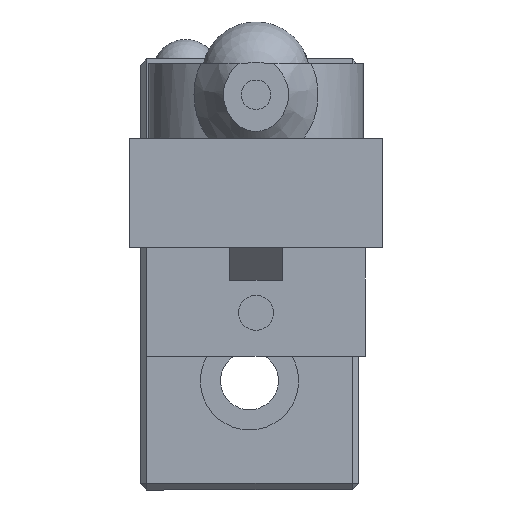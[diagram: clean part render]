
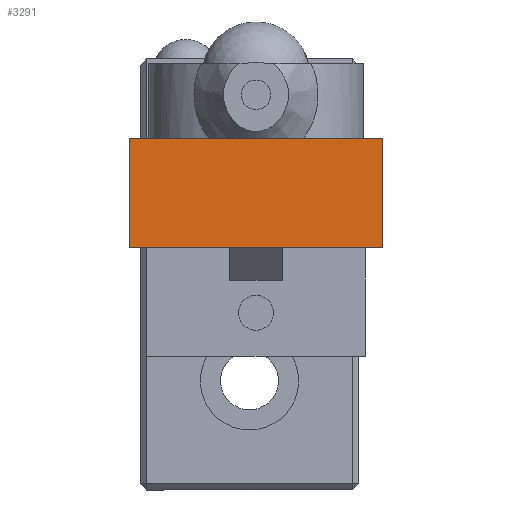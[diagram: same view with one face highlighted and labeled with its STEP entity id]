
A CAD part, left-side view. The second image highlights one B-rep face of the part: STEP entity #3291.
In plain terms, the highlighted face is planar.
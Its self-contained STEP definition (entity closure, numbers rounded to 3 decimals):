
#68=PLANE('',#3527);
#223=LINE('',#5153,#566);
#291=LINE('',#5292,#634);
#292=LINE('',#5295,#635);
#293=LINE('',#5296,#636);
#566=VECTOR('',#3847,10.);
#634=VECTOR('',#3973,10.);
#635=VECTOR('',#3976,10.);
#636=VECTOR('',#3977,10.);
#1004=FACE_OUTER_BOUND('',#1194,.T.);
#1194=EDGE_LOOP('',(#2457,#2458,#2459,#2460));
#1505=VERTEX_POINT('',#5150);
#1506=VERTEX_POINT('',#5152);
#1548=VERTEX_POINT('',#5290);
#1549=VERTEX_POINT('',#5294);
#1826=EDGE_CURVE('',#1505,#1506,#223,.T.);
#1897=EDGE_CURVE('',#1548,#1506,#291,.T.);
#1898=EDGE_CURVE('',#1549,#1548,#292,.T.);
#1899=EDGE_CURVE('',#1549,#1505,#293,.T.);
#2457=ORIENTED_EDGE('',*,*,#1898,.T.);
#2458=ORIENTED_EDGE('',*,*,#1897,.T.);
#2459=ORIENTED_EDGE('',*,*,#1826,.F.);
#2460=ORIENTED_EDGE('',*,*,#1899,.F.);
#3291=ADVANCED_FACE('',(#1004),#68,.T.);
#3527=AXIS2_PLACEMENT_3D('',#5293,#3974,#3975);
#3847=DIRECTION('',(1.,0.,0.));
#3973=DIRECTION('',(0.,-1.,0.));
#3974=DIRECTION('center_axis',(0.,0.,-1.));
#3975=DIRECTION('ref_axis',(1.,0.,0.));
#3976=DIRECTION('',(1.,0.,0.));
#3977=DIRECTION('',(0.,-1.,0.));
#5150=CARTESIAN_POINT('',(-11.6,-5.075,-33.6));
#5152=CARTESIAN_POINT('',(11.6,-5.075,-33.6));
#5153=CARTESIAN_POINT('',(5.8,-5.075,-33.6));
#5290=CARTESIAN_POINT('',(11.6,4.925,-33.6));
#5292=CARTESIAN_POINT('',(11.6,4.925,-33.6));
#5293=CARTESIAN_POINT('Origin',(-11.6,4.925,-33.6));
#5294=CARTESIAN_POINT('',(-11.6,4.925,-33.6));
#5295=CARTESIAN_POINT('',(5.8,4.925,-33.6));
#5296=CARTESIAN_POINT('',(-11.6,4.925,-33.6));
